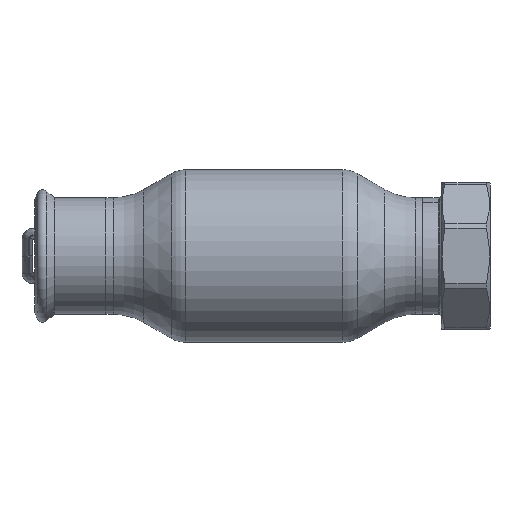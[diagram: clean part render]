
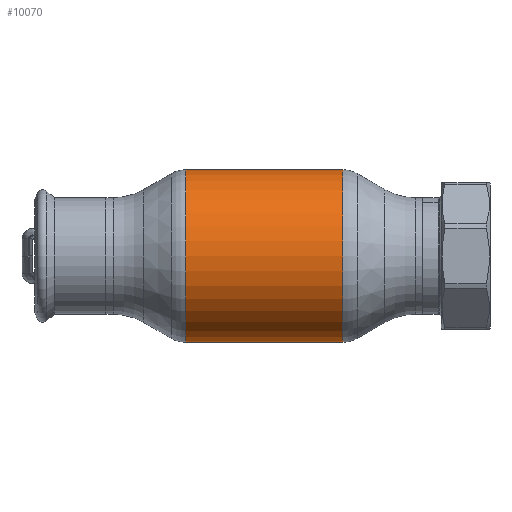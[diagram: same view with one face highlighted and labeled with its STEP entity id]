
A CAD part, front view. The second image highlights one B-rep face of the part: STEP entity #10070.
In plain terms, the highlighted cylindrical face has radius 42.5 mm (diameter 85 mm), a partial arc.
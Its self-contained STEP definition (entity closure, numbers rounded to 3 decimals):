
#416 = EDGE_LOOP ( 'NONE', ( #62596, #25488, #27841, #38301 ) ) ;
#1903 = VERTEX_POINT ( 'NONE', #25926 ) ;
#2773 = CARTESIAN_POINT ( 'NONE',  ( 62.69, 0., 0. ) ) ;
#3442 = EDGE_CURVE ( 'NONE', #1903, #56688, #18239, .T. ) ;
#6475 = CIRCLE ( 'NONE', #6950, 42.5 ) ;
#6950 = AXIS2_PLACEMENT_3D ( 'NONE', #52666, #61805, #57349 ) ;
#9950 = EDGE_CURVE ( 'NONE', #1903, #11546, #19735, .T. ) ;
#10070 = ADVANCED_FACE ( 'NONE', ( #22105 ), #19049, .T. ) ;
#11546 = VERTEX_POINT ( 'NONE', #40378 ) ;
#13259 = EDGE_CURVE ( 'NONE', #11546, #13970, #55137, .T. ) ;
#13970 = VERTEX_POINT ( 'NONE', #29797 ) ;
#18239 = LINE ( 'NONE', #28785, #30290 ) ;
#19049 = CYLINDRICAL_SURFACE ( 'NONE', #56655, 42.5 ) ;
#19735 = CIRCLE ( 'NONE', #60727, 42.5 ) ;
#19817 = CARTESIAN_POINT ( 'NONE',  ( -38.749, 0., 0. ) ) ;
#22105 = FACE_OUTER_BOUND ( 'NONE', #416, .T. ) ;
#22640 = EDGE_CURVE ( 'NONE', #56688, #13970, #6475, .T. ) ;
#24663 = DIRECTION ( 'NONE',  ( 1., 0., 0. ) ) ;
#25488 = ORIENTED_EDGE ( 'NONE', *, *, #9950, .T. ) ;
#25926 = CARTESIAN_POINT ( 'NONE',  ( -38.749, 0., 42.5 ) ) ;
#27805 = DIRECTION ( 'NONE',  ( 1., 0., 0. ) ) ;
#27841 = ORIENTED_EDGE ( 'NONE', *, *, #13259, .T. ) ;
#28785 = CARTESIAN_POINT ( 'NONE',  ( 62.69, 0., 42.5 ) ) ;
#29564 = DIRECTION ( 'NONE',  ( 0., 0., -1. ) ) ;
#29797 = CARTESIAN_POINT ( 'NONE',  ( 38.749, 0., -42.5 ) ) ;
#30290 = VECTOR ( 'NONE', #31937, 1000. ) ;
#31937 = DIRECTION ( 'NONE',  ( 1., 0., 0. ) ) ;
#35606 = CARTESIAN_POINT ( 'NONE',  ( 38.749, 0., 42.5 ) ) ;
#38301 = ORIENTED_EDGE ( 'NONE', *, *, #22640, .F. ) ;
#40378 = CARTESIAN_POINT ( 'NONE',  ( -38.749, 0., -42.5 ) ) ;
#45700 = DIRECTION ( 'NONE',  ( 0., 0., -1. ) ) ;
#47672 = CARTESIAN_POINT ( 'NONE',  ( 62.69, 0., -42.5 ) ) ;
#52666 = CARTESIAN_POINT ( 'NONE',  ( 38.749, 0., 0. ) ) ;
#55137 = LINE ( 'NONE', #47672, #55925 ) ;
#55925 = VECTOR ( 'NONE', #27805, 1000. ) ;
#56655 = AXIS2_PLACEMENT_3D ( 'NONE', #2773, #60341, #45700 ) ;
#56688 = VERTEX_POINT ( 'NONE', #35606 ) ;
#57349 = DIRECTION ( 'NONE',  ( 0., 0., -1. ) ) ;
#60341 = DIRECTION ( 'NONE',  ( 1., 0., 0. ) ) ;
#60727 = AXIS2_PLACEMENT_3D ( 'NONE', #19817, #24663, #29564 ) ;
#61805 = DIRECTION ( 'NONE',  ( 1., 0., 0. ) ) ;
#62596 = ORIENTED_EDGE ( 'NONE', *, *, #3442, .F. ) ;
